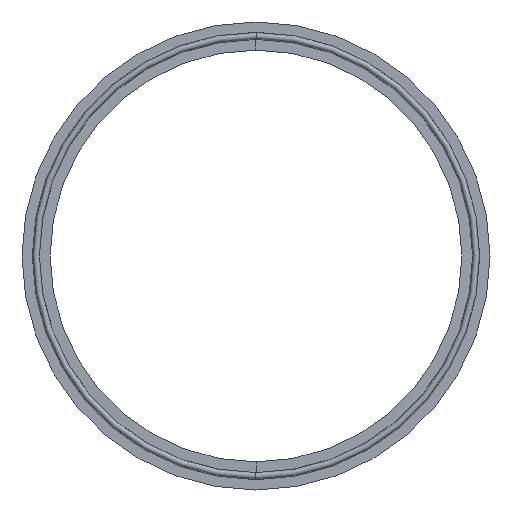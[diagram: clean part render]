
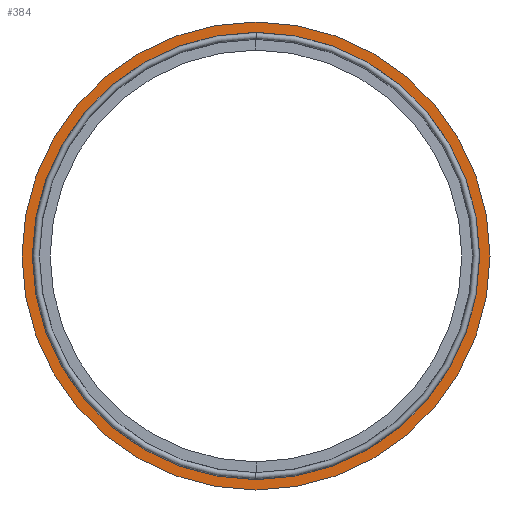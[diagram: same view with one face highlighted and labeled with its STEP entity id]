
A CAD part, left-side view. The second image highlights one B-rep face of the part: STEP entity #384.
In plain terms, the highlighted planar face has unit normal (-1, 0, 0).
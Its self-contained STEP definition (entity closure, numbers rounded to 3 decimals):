
#27 = DIRECTION ( 'NONE',  ( 0., 0., -1. ) ) ;
#111 = VERTEX_POINT ( 'NONE', #316 ) ;
#118 = CARTESIAN_POINT ( 'NONE',  ( -0.9, 0., 0. ) ) ;
#129 = ORIENTED_EDGE ( 'NONE', *, *, #816, .T. ) ;
#155 = CARTESIAN_POINT ( 'NONE',  ( -0.9, 0., 0. ) ) ;
#221 = VERTEX_POINT ( 'NONE', #713 ) ;
#259 = FACE_BOUND ( 'NONE', #819, .T. ) ;
#262 = CIRCLE ( 'NONE', #888, 88.4 ) ;
#264 = CARTESIAN_POINT ( 'NONE',  ( -0.9, 0., 92.5 ) ) ;
#270 = ORIENTED_EDGE ( 'NONE', *, *, #807, .T. ) ;
#277 = DIRECTION ( 'NONE',  ( -1., 0., 0. ) ) ;
#282 = CARTESIAN_POINT ( 'NONE',  ( -0.9, 0., 0. ) ) ;
#316 = CARTESIAN_POINT ( 'NONE',  ( -0.9, 0., -88.4 ) ) ;
#333 = DIRECTION ( 'NONE',  ( -1., 0., 0. ) ) ;
#374 = DIRECTION ( 'NONE',  ( 0., 0., -1. ) ) ;
#384 = ADVANCED_FACE ( 'NONE', ( #259, #829 ), #477, .F. ) ;
#402 = DIRECTION ( 'NONE',  ( 1., 0., 0. ) ) ;
#407 = DIRECTION ( 'NONE',  ( 0., 0., 1. ) ) ;
#430 = DIRECTION ( 'NONE',  ( 0., 0., 1. ) ) ;
#459 = AXIS2_PLACEMENT_3D ( 'NONE', #612, #333, #407 ) ;
#477 = PLANE ( 'NONE',  #736 ) ;
#545 = EDGE_LOOP ( 'NONE', ( #270, #610 ) ) ;
#552 = CIRCLE ( 'NONE', #459, 92.5 ) ;
#564 = ORIENTED_EDGE ( 'NONE', *, *, #599, .T. ) ;
#572 = CIRCLE ( 'NONE', #814, 88.4 ) ;
#599 = EDGE_CURVE ( 'NONE', #789, #111, #572, .T. ) ;
#610 = ORIENTED_EDGE ( 'NONE', *, *, #739, .T. ) ;
#612 = CARTESIAN_POINT ( 'NONE',  ( -0.9, 0., 0. ) ) ;
#636 = DIRECTION ( 'NONE',  ( 0., 0., -1. ) ) ;
#713 = CARTESIAN_POINT ( 'NONE',  ( -0.9, 0., -92.5 ) ) ;
#721 = DIRECTION ( 'NONE',  ( 1., 0., 0. ) ) ;
#724 = CIRCLE ( 'NONE', #839, 92.5 ) ;
#725 = VERTEX_POINT ( 'NONE', #264 ) ;
#736 = AXIS2_PLACEMENT_3D ( 'NONE', #754, #402, #27 ) ;
#739 = EDGE_CURVE ( 'NONE', #221, #725, #552, .T. ) ;
#754 = CARTESIAN_POINT ( 'NONE',  ( -0.9, 88.2, 0. ) ) ;
#772 = DIRECTION ( 'NONE',  ( 1., 0., 0. ) ) ;
#777 = CARTESIAN_POINT ( 'NONE',  ( -0.9, 0., 88.4 ) ) ;
#789 = VERTEX_POINT ( 'NONE', #777 ) ;
#807 = EDGE_CURVE ( 'NONE', #725, #221, #724, .T. ) ;
#814 = AXIS2_PLACEMENT_3D ( 'NONE', #118, #721, #374 ) ;
#816 = EDGE_CURVE ( 'NONE', #111, #789, #262, .T. ) ;
#819 = EDGE_LOOP ( 'NONE', ( #129, #564 ) ) ;
#829 = FACE_OUTER_BOUND ( 'NONE', #545, .T. ) ;
#839 = AXIS2_PLACEMENT_3D ( 'NONE', #282, #277, #430 ) ;
#888 = AXIS2_PLACEMENT_3D ( 'NONE', #155, #772, #636 ) ;
